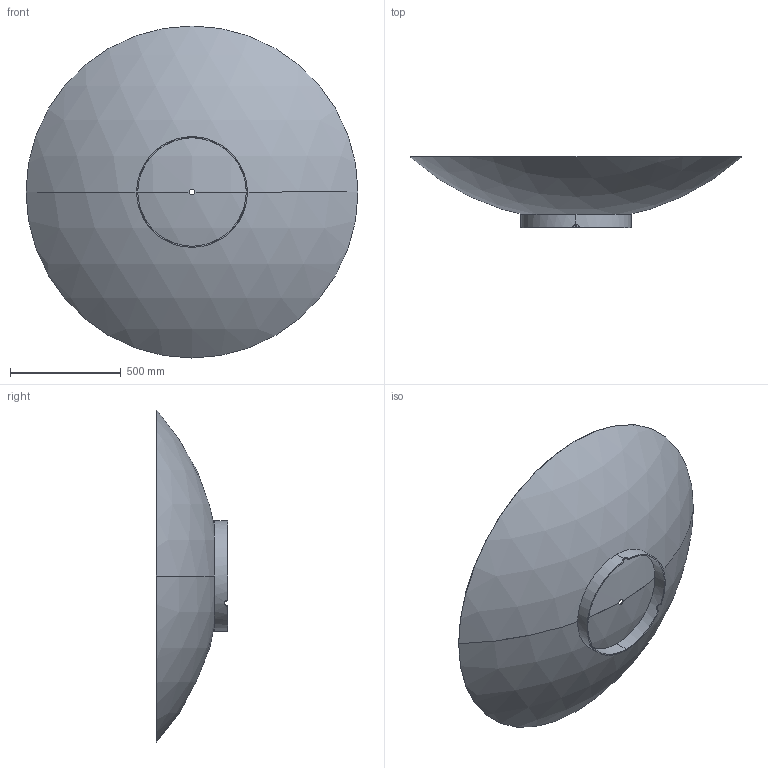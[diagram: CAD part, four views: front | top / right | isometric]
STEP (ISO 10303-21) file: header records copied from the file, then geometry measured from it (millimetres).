
FILE_DESCRIPTION (( 'STEP AP203' ), '1' );
FILE_NAME ('BN5.STEP', '2021-01-05T15:15:48', ( '' ), ( '' ), 'SwSTEP 2.0', 'SolidWorks 2020', '' );
FILE_SCHEMA (( 'CONFIG_CONTROL_DESIGN' ));
Length unit declared in the file: millimetre
Products named in the file (4): WN5 & BN5-Ring; WN5 & BN5 Bowl 1500 Steel; WN5 & BN5-Bowl; BN5
Assembly tree (3 placements, depth 3):
  BN5
    WN5 & BN5 Bowl 1500 Steel
      WN5 & BN5-Ring
      WN5 & BN5-Bowl
Bounding box: 1500 x 322.94 x 1500 mm (x, y, z)
Volume: 8531785.3 mm3; surface area: 4256248.5 mm2
Topology: 2 solids, 2 shells, 28 faces, 74 edges, 48 vertices
Faces by surface type: bspline 9, plane 7, cylinder 6, sphere 4, cone 2
Entity records: 2329 total; most frequent: CARTESIAN_POINT 1281, ORIENTED_EDGE 148, DIRECTION 122, EDGE_CURVE 74, AXIS2_PLACEMENT_3D 54, VERTEX_POINT 48, PERSON_AND_ORGANIZATION 35, B_SPLINE_CURVE_WITH_KNOTS 32
